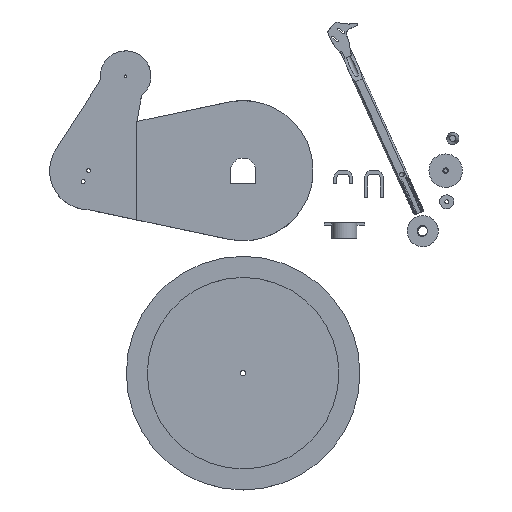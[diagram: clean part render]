
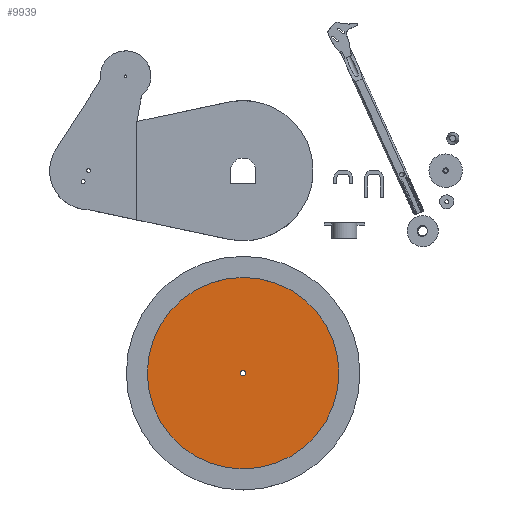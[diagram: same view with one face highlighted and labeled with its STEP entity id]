
A CAD part, top view. The second image highlights one B-rep face of the part: STEP entity #9939.
In plain terms, the highlighted planar face has unit normal (0, 0, 1).
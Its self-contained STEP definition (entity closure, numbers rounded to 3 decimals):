
#865=FACE_BOUND('',#1710,.T.);
#985=PLANE('',#10525);
#1151=FACE_OUTER_BOUND('',#1709,.T.);
#1709=EDGE_LOOP('',(#6620,#6621));
#1710=EDGE_LOOP('',(#6622,#6623));
#3787=CIRCLE('',#10522,3.622);
#3788=CIRCLE('',#10523,3.622);
#3790=CIRCLE('',#10526,123.);
#3791=CIRCLE('',#10527,123.);
#4004=VERTEX_POINT('',#13003);
#4005=VERTEX_POINT('',#13005);
#4006=VERTEX_POINT('',#13010);
#4007=VERTEX_POINT('',#13011);
#5057=EDGE_CURVE('',#4005,#4004,#3787,.T.);
#5058=EDGE_CURVE('',#4004,#4005,#3788,.T.);
#5060=EDGE_CURVE('',#4006,#4007,#3790,.T.);
#5061=EDGE_CURVE('',#4007,#4006,#3791,.T.);
#6620=ORIENTED_EDGE('',*,*,#5060,.F.);
#6621=ORIENTED_EDGE('',*,*,#5061,.F.);
#6622=ORIENTED_EDGE('',*,*,#5057,.T.);
#6623=ORIENTED_EDGE('',*,*,#5058,.T.);
#9939=ADVANCED_FACE('',(#1151,#865),#985,.T.);
#10522=AXIS2_PLACEMENT_3D('',#13006,#11119,#11120);
#10523=AXIS2_PLACEMENT_3D('',#13007,#11121,#11122);
#10525=AXIS2_PLACEMENT_3D('',#13009,#11125,#11126);
#10526=AXIS2_PLACEMENT_3D('',#13012,#11127,#11128);
#10527=AXIS2_PLACEMENT_3D('',#13013,#11129,#11130);
#11119=DIRECTION('center_axis',(0.,0.,-1.));
#11120=DIRECTION('ref_axis',(-1.,0.,0.));
#11121=DIRECTION('center_axis',(0.,0.,-1.));
#11122=DIRECTION('ref_axis',(-1.,0.,0.));
#11125=DIRECTION('center_axis',(0.,0.,1.));
#11126=DIRECTION('ref_axis',(1.,0.,0.));
#11127=DIRECTION('center_axis',(0.,0.,-1.));
#11128=DIRECTION('ref_axis',(-1.,0.,0.));
#11129=DIRECTION('center_axis',(0.,0.,-1.));
#11130=DIRECTION('ref_axis',(-1.,0.,0.));
#13003=CARTESIAN_POINT('',(3.622,-260.,-8.));
#13005=CARTESIAN_POINT('',(-3.622,-260.,-8.));
#13006=CARTESIAN_POINT('Origin',(0.,-260.,-8.));
#13007=CARTESIAN_POINT('Origin',(0.,-260.,-8.));
#13009=CARTESIAN_POINT('Origin',(-123.,-260.,-8.));
#13010=CARTESIAN_POINT('',(-123.,-260.,-8.));
#13011=CARTESIAN_POINT('',(123.,-260.,-8.));
#13012=CARTESIAN_POINT('Origin',(0.,-260.,-8.));
#13013=CARTESIAN_POINT('Origin',(0.,-260.,-8.));
